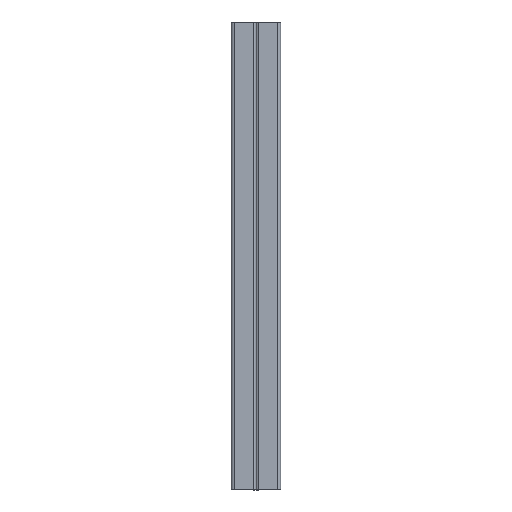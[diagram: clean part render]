
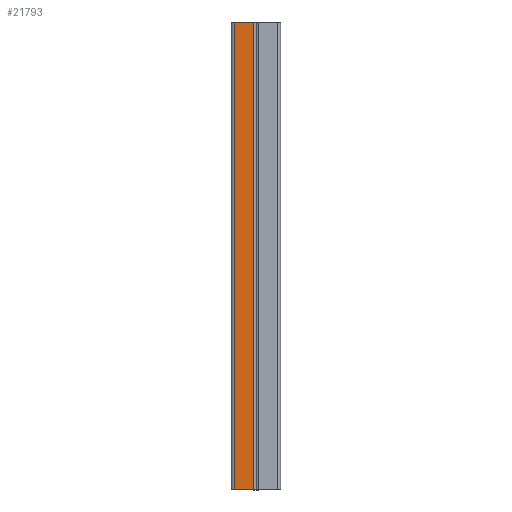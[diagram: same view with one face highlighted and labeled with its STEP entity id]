
A CAD part, left-side view. The second image highlights one B-rep face of the part: STEP entity #21793.
In plain terms, the highlighted planar face has unit normal (-1, 0, 0).
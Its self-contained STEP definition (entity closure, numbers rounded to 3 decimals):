
#1308 = CARTESIAN_POINT ( 'NONE',  ( -20.5, 18.75, -200. ) ) ;
#1312 = CARTESIAN_POINT ( 'NONE',  ( -20.5, 0., 0. ) ) ;
#2176 = LINE ( 'NONE', #12266, #11143 ) ;
#2559 = CARTESIAN_POINT ( 'NONE',  ( -20.5, 0., -200. ) ) ;
#3544 = LINE ( 'NONE', #1308, #22265 ) ;
#3571 = LINE ( 'NONE', #18336, #14499 ) ;
#4029 = DIRECTION ( 'NONE',  ( 0., 1., 0. ) ) ;
#5357 = VERTEX_POINT ( 'NONE', #17038 ) ;
#5408 = VERTEX_POINT ( 'NONE', #20854 ) ;
#5821 = ORIENTED_EDGE ( 'NONE', *, *, #11381, .F. ) ;
#6607 = FACE_OUTER_BOUND ( 'NONE', #7138, .T. ) ;
#6786 = DIRECTION ( 'NONE',  ( 0., 0., 1. ) ) ;
#7138 = EDGE_LOOP ( 'NONE', ( #20433, #5821, #21203, #10256 ) ) ;
#8147 = PLANE ( 'NONE',  #12857 ) ;
#8626 = CARTESIAN_POINT ( 'NONE',  ( -20.5, 18.75, -400. ) ) ;
#8856 = CARTESIAN_POINT ( 'NONE',  ( -20.5, 2.25, 0. ) ) ;
#9614 = VERTEX_POINT ( 'NONE', #8626 ) ;
#10256 = ORIENTED_EDGE ( 'NONE', *, *, #20267, .T. ) ;
#10939 = VERTEX_POINT ( 'NONE', #8856 ) ;
#11143 = VECTOR ( 'NONE', #14072, 1000. ) ;
#11381 = EDGE_CURVE ( 'NONE', #9614, #5408, #3544, .T. ) ;
#12266 = CARTESIAN_POINT ( 'NONE',  ( -20.5, 2.25, -200. ) ) ;
#12857 = AXIS2_PLACEMENT_3D ( 'NONE', #2559, #18508, #18742 ) ;
#14072 = DIRECTION ( 'NONE',  ( 0., 0., 1. ) ) ;
#14499 = VECTOR ( 'NONE', #4029, 1000. ) ;
#16906 = EDGE_CURVE ( 'NONE', #10939, #5408, #17321, .T. ) ;
#17038 = CARTESIAN_POINT ( 'NONE',  ( -20.5, 2.25, -400. ) ) ;
#17321 = LINE ( 'NONE', #1312, #21495 ) ;
#17553 = DIRECTION ( 'NONE',  ( 0., 1., 0. ) ) ;
#18336 = CARTESIAN_POINT ( 'NONE',  ( -20.5, 0., -400. ) ) ;
#18508 = DIRECTION ( 'NONE',  ( 1., 0., 0. ) ) ;
#18742 = DIRECTION ( 'NONE',  ( 0., 0., -1. ) ) ;
#20267 = EDGE_CURVE ( 'NONE', #5357, #10939, #2176, .T. ) ;
#20389 = EDGE_CURVE ( 'NONE', #5357, #9614, #3571, .T. ) ;
#20433 = ORIENTED_EDGE ( 'NONE', *, *, #16906, .T. ) ;
#20854 = CARTESIAN_POINT ( 'NONE',  ( -20.5, 18.75, 0. ) ) ;
#21203 = ORIENTED_EDGE ( 'NONE', *, *, #20389, .F. ) ;
#21495 = VECTOR ( 'NONE', #17553, 1000. ) ;
#21793 = ADVANCED_FACE ( 'NONE', ( #6607 ), #8147, .F. ) ;
#22265 = VECTOR ( 'NONE', #6786, 1000. ) ;
